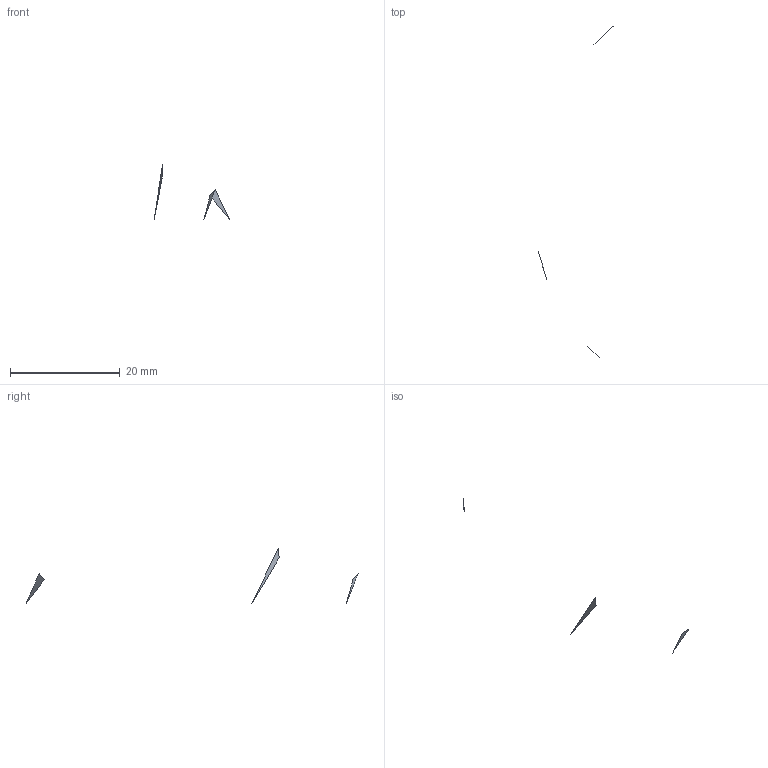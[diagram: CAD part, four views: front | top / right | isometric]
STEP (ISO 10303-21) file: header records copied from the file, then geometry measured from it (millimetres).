
FILE_DESCRIPTION(('STEP AP214'),'1');
FILE_NAME('3cuvlrd1g33h.stp','2022-06-02T07:04:47',(' '),(' '),'Spatial InterOp 3D',' ',' ');
FILE_SCHEMA(('automotive_design'));
Length unit declared in the file: metre
Products named in the file (1): Root
Bounding box: 13.76 x 60.46 x 10 mm (x, y, z)
Surface area: 0 mm2 (no closed solid volume)
Topology: 0 solids, 2388 shells, 2388 faces, 2940 edges, 2940 vertices
Faces by surface type: plane 2388
Entity records: 85992 total; most frequent: DIRECTION 11942, CARTESIAN_POINT 7165, VERTEX_POINT 7164, ORIENTED_EDGE 7164, EDGE_CURVE 7164, LINE 7164, VECTOR 7164, AXIS2_PLACEMENT_3D 2389
